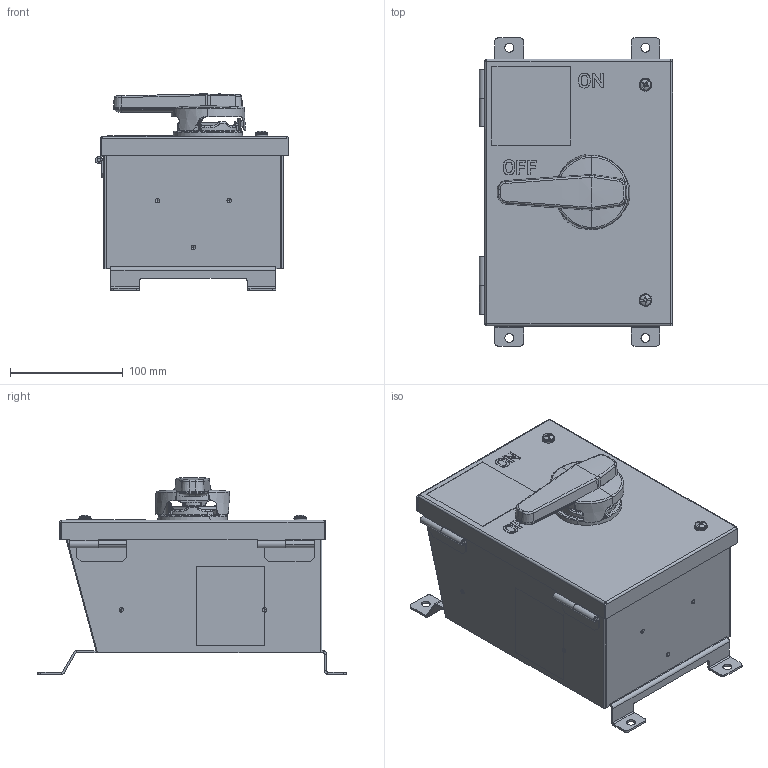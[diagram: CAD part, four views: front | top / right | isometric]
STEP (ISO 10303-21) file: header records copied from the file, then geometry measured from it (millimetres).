
FILE_DESCRIPTION (( 'STEP AP214' ), '1' );
FILE_NAME ('ORC0245-M01.STEP', '2021-06-02T15:15:37', ( '' ), ( '' ), 'SwSTEP 2.0', 'SolidWorks 2020', '' );
FILE_SCHEMA (( 'AUTOMOTIVE_DESIGN' ));
Length unit declared in the file: inch
Products named in the file (1): ORC0245-M01
Bounding box: 171.12 x 272.86 x 174.25 mm (x, y, z)
Surface area: 252410 mm2 (no closed solid volume)
Topology: 0 solids, 18 shells, 499 faces, 1599 edges, 1091 vertices
Faces by surface type: plane 229, cylinder 79, bspline 73, torus 64, cone 34, sphere 20
Entity records: 27633 total; most frequent: CARTESIAN_POINT 8121, ORIENTED_EDGE 2573, DIRECTION 2529, EDGE_CURVE 1588, VERTEX_POINT 1091, AXIS2_PLACEMENT_3D 918, LINE 693, VECTOR 693
